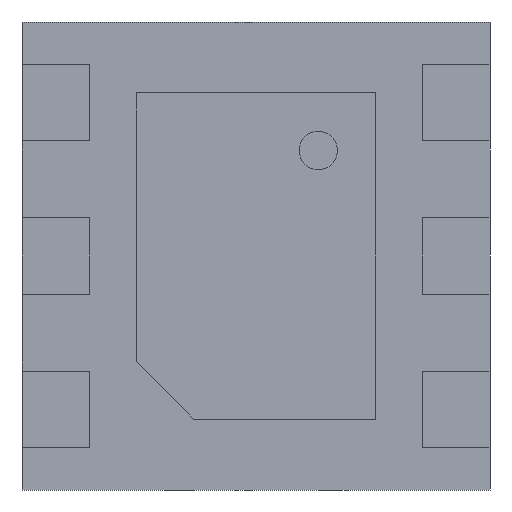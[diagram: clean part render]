
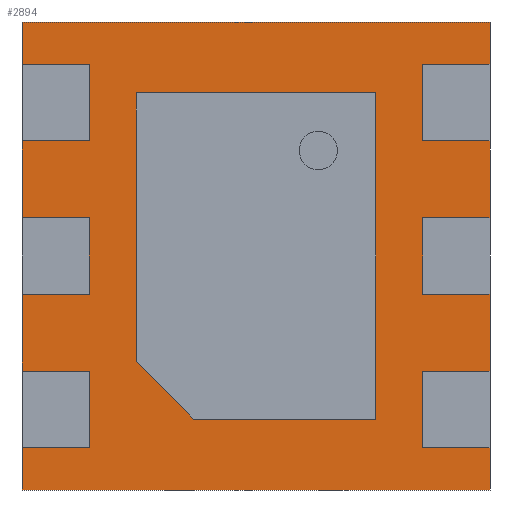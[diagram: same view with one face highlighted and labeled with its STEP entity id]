
A CAD part, front view. The second image highlights one B-rep face of the part: STEP entity #2894.
In plain terms, the highlighted planar face has unit normal (0, -1, 0).
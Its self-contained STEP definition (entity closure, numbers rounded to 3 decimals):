
#17=FACE_BOUND('',#342,.T.);
#172=FACE_OUTER_BOUND('',#341,.T.);
#341=EDGE_LOOP('',(#2273,#2274,#2275,#2276,#2277,#2278,#2279,#2280,#2281,
#2282,#2283,#2284,#2285,#2286,#2287,#2288,#2289,#2290,#2291,#2292,#2293,
#2294,#2295,#2296,#2297,#2298,#2299,#2300));
#342=EDGE_LOOP('',(#2301,#2302,#2303,#2304,#2305));
#577=LINE('',#4298,#956);
#581=LINE('',#4307,#960);
#601=LINE('',#4352,#980);
#605=LINE('',#4361,#984);
#609=LINE('',#4370,#988);
#613=LINE('',#4379,#992);
#628=LINE('',#4414,#1007);
#638=LINE('',#4433,#1017);
#647=LINE('',#4447,#1026);
#650=LINE('',#4453,#1029);
#653=LINE('',#4459,#1032);
#656=LINE('',#4465,#1035);
#658=LINE('',#4468,#1037);
#659=LINE('',#4471,#1038);
#660=LINE('',#4472,#1039);
#661=LINE('',#4474,#1040);
#662=LINE('',#4475,#1041);
#663=LINE('',#4477,#1042);
#664=LINE('',#4479,#1043);
#665=LINE('',#4480,#1044);
#666=LINE('',#4482,#1045);
#667=LINE('',#4484,#1046);
#668=LINE('',#4485,#1047);
#669=LINE('',#4487,#1048);
#670=LINE('',#4488,#1049);
#671=LINE('',#4490,#1050);
#672=LINE('',#4491,#1051);
#673=LINE('',#4493,#1052);
#674=LINE('',#4495,#1053);
#675=LINE('',#4496,#1054);
#676=LINE('',#4498,#1055);
#677=LINE('',#4500,#1056);
#678=LINE('',#4501,#1057);
#956=VECTOR('',#3519,1000.);
#960=VECTOR('',#3525,1000.);
#980=VECTOR('',#3555,1000.);
#984=VECTOR('',#3561,1000.);
#988=VECTOR('',#3567,1000.);
#992=VECTOR('',#3573,1000.);
#1007=VECTOR('',#3596,1000.);
#1017=VECTOR('',#3608,1000.);
#1026=VECTOR('',#3619,1000.);
#1029=VECTOR('',#3624,1000.);
#1032=VECTOR('',#3629,1000.);
#1035=VECTOR('',#3634,1000.);
#1037=VECTOR('',#3638,1000.);
#1038=VECTOR('',#3641,1000.);
#1039=VECTOR('',#3642,1000.);
#1040=VECTOR('',#3643,1000.);
#1041=VECTOR('',#3644,1000.);
#1042=VECTOR('',#3645,1000.);
#1043=VECTOR('',#3646,1000.);
#1044=VECTOR('',#3647,1000.);
#1045=VECTOR('',#3648,1000.);
#1046=VECTOR('',#3649,1000.);
#1047=VECTOR('',#3650,1000.);
#1048=VECTOR('',#3651,1000.);
#1049=VECTOR('',#3652,1000.);
#1050=VECTOR('',#3653,1000.);
#1051=VECTOR('',#3654,1000.);
#1052=VECTOR('',#3655,1000.);
#1053=VECTOR('',#3656,1000.);
#1054=VECTOR('',#3657,1000.);
#1055=VECTOR('',#3658,1000.);
#1056=VECTOR('',#3659,1000.);
#1057=VECTOR('',#3660,1000.);
#1291=VERTEX_POINT('',#4292);
#1293=VERTEX_POINT('',#4296);
#1295=VERTEX_POINT('',#4301);
#1297=VERTEX_POINT('',#4305);
#1315=VERTEX_POINT('',#4346);
#1317=VERTEX_POINT('',#4350);
#1319=VERTEX_POINT('',#4355);
#1321=VERTEX_POINT('',#4359);
#1323=VERTEX_POINT('',#4364);
#1325=VERTEX_POINT('',#4368);
#1327=VERTEX_POINT('',#4373);
#1329=VERTEX_POINT('',#4377);
#1344=VERTEX_POINT('',#4411);
#1345=VERTEX_POINT('',#4413);
#1352=VERTEX_POINT('',#4430);
#1353=VERTEX_POINT('',#4432);
#1355=VERTEX_POINT('',#4441);
#1357=VERTEX_POINT('',#4445);
#1359=VERTEX_POINT('',#4451);
#1361=VERTEX_POINT('',#4457);
#1363=VERTEX_POINT('',#4463);
#1364=VERTEX_POINT('',#4470);
#1365=VERTEX_POINT('',#4473);
#1366=VERTEX_POINT('',#4476);
#1367=VERTEX_POINT('',#4478);
#1368=VERTEX_POINT('',#4481);
#1369=VERTEX_POINT('',#4483);
#1370=VERTEX_POINT('',#4486);
#1371=VERTEX_POINT('',#4489);
#1372=VERTEX_POINT('',#4492);
#1373=VERTEX_POINT('',#4494);
#1374=VERTEX_POINT('',#4497);
#1375=VERTEX_POINT('',#4499);
#1617=EDGE_CURVE('',#1291,#1293,#577,.T.);
#1621=EDGE_CURVE('',#1295,#1297,#581,.T.);
#1641=EDGE_CURVE('',#1315,#1317,#601,.T.);
#1645=EDGE_CURVE('',#1319,#1321,#605,.T.);
#1649=EDGE_CURVE('',#1323,#1325,#609,.T.);
#1653=EDGE_CURVE('',#1327,#1329,#613,.T.);
#1668=EDGE_CURVE('',#1344,#1345,#628,.T.);
#1678=EDGE_CURVE('',#1352,#1353,#638,.T.);
#1687=EDGE_CURVE('',#1355,#1357,#647,.T.);
#1690=EDGE_CURVE('',#1357,#1359,#650,.T.);
#1693=EDGE_CURVE('',#1359,#1361,#653,.T.);
#1696=EDGE_CURVE('',#1361,#1363,#656,.T.);
#1698=EDGE_CURVE('',#1363,#1355,#658,.T.);
#1699=EDGE_CURVE('',#1329,#1364,#659,.T.);
#1700=EDGE_CURVE('',#1345,#1364,#660,.T.);
#1701=EDGE_CURVE('',#1365,#1344,#661,.T.);
#1702=EDGE_CURVE('',#1365,#1315,#662,.T.);
#1703=EDGE_CURVE('',#1317,#1366,#663,.T.);
#1704=EDGE_CURVE('',#1367,#1366,#664,.T.);
#1705=EDGE_CURVE('',#1367,#1295,#665,.T.);
#1706=EDGE_CURVE('',#1297,#1368,#666,.T.);
#1707=EDGE_CURVE('',#1369,#1368,#667,.T.);
#1708=EDGE_CURVE('',#1369,#1291,#668,.T.);
#1709=EDGE_CURVE('',#1293,#1370,#669,.T.);
#1710=EDGE_CURVE('',#1353,#1370,#670,.T.);
#1711=EDGE_CURVE('',#1371,#1352,#671,.T.);
#1712=EDGE_CURVE('',#1371,#1319,#672,.T.);
#1713=EDGE_CURVE('',#1321,#1372,#673,.T.);
#1714=EDGE_CURVE('',#1373,#1372,#674,.T.);
#1715=EDGE_CURVE('',#1373,#1323,#675,.T.);
#1716=EDGE_CURVE('',#1325,#1374,#676,.T.);
#1717=EDGE_CURVE('',#1375,#1374,#677,.T.);
#1718=EDGE_CURVE('',#1375,#1327,#678,.T.);
#2273=ORIENTED_EDGE('',*,*,#1699,.T.);
#2274=ORIENTED_EDGE('',*,*,#1700,.F.);
#2275=ORIENTED_EDGE('',*,*,#1668,.F.);
#2276=ORIENTED_EDGE('',*,*,#1701,.F.);
#2277=ORIENTED_EDGE('',*,*,#1702,.T.);
#2278=ORIENTED_EDGE('',*,*,#1641,.T.);
#2279=ORIENTED_EDGE('',*,*,#1703,.T.);
#2280=ORIENTED_EDGE('',*,*,#1704,.F.);
#2281=ORIENTED_EDGE('',*,*,#1705,.T.);
#2282=ORIENTED_EDGE('',*,*,#1621,.T.);
#2283=ORIENTED_EDGE('',*,*,#1706,.T.);
#2284=ORIENTED_EDGE('',*,*,#1707,.F.);
#2285=ORIENTED_EDGE('',*,*,#1708,.T.);
#2286=ORIENTED_EDGE('',*,*,#1617,.T.);
#2287=ORIENTED_EDGE('',*,*,#1709,.T.);
#2288=ORIENTED_EDGE('',*,*,#1710,.F.);
#2289=ORIENTED_EDGE('',*,*,#1678,.F.);
#2290=ORIENTED_EDGE('',*,*,#1711,.F.);
#2291=ORIENTED_EDGE('',*,*,#1712,.T.);
#2292=ORIENTED_EDGE('',*,*,#1645,.T.);
#2293=ORIENTED_EDGE('',*,*,#1713,.T.);
#2294=ORIENTED_EDGE('',*,*,#1714,.F.);
#2295=ORIENTED_EDGE('',*,*,#1715,.T.);
#2296=ORIENTED_EDGE('',*,*,#1649,.T.);
#2297=ORIENTED_EDGE('',*,*,#1716,.T.);
#2298=ORIENTED_EDGE('',*,*,#1717,.F.);
#2299=ORIENTED_EDGE('',*,*,#1718,.T.);
#2300=ORIENTED_EDGE('',*,*,#1653,.T.);
#2301=ORIENTED_EDGE('',*,*,#1687,.T.);
#2302=ORIENTED_EDGE('',*,*,#1690,.T.);
#2303=ORIENTED_EDGE('',*,*,#1693,.T.);
#2304=ORIENTED_EDGE('',*,*,#1696,.T.);
#2305=ORIENTED_EDGE('',*,*,#1698,.T.);
#2731=PLANE('',#3099);
#2894=ADVANCED_FACE('',(#172,#17),#2731,.F.);
#3099=AXIS2_PLACEMENT_3D('',#4469,#3639,#3640);
#3519=DIRECTION('',(0.,0.,-1.));
#3525=DIRECTION('',(0.,0.,-1.));
#3555=DIRECTION('',(0.,0.,-1.));
#3561=DIRECTION('',(0.,0.,1.));
#3567=DIRECTION('',(0.,0.,1.));
#3573=DIRECTION('',(0.,0.,1.));
#3596=DIRECTION('',(1.,0.,0.));
#3608=DIRECTION('',(-1.,0.,0.));
#3619=DIRECTION('',(-1.,0.,0.));
#3624=DIRECTION('',(-0.707,0.,0.707));
#3629=DIRECTION('',(0.,0.,1.));
#3634=DIRECTION('',(1.,0.,0.));
#3638=DIRECTION('',(0.,0.,-1.));
#3639=DIRECTION('center_axis',(0.,1.,0.));
#3640=DIRECTION('ref_axis',(0.,0.,1.));
#3641=DIRECTION('',(1.,0.,0.));
#3642=DIRECTION('',(0.,0.,-1.));
#3643=DIRECTION('',(0.,0.,1.));
#3644=DIRECTION('',(1.,0.,0.));
#3645=DIRECTION('',(-1.,0.,0.));
#3646=DIRECTION('',(0.,0.,1.));
#3647=DIRECTION('',(1.,0.,0.));
#3648=DIRECTION('',(-1.,0.,0.));
#3649=DIRECTION('',(0.,0.,1.));
#3650=DIRECTION('',(1.,0.,0.));
#3651=DIRECTION('',(-1.,0.,0.));
#3652=DIRECTION('',(0.,0.,1.));
#3653=DIRECTION('',(0.,0.,-1.));
#3654=DIRECTION('',(-1.,0.,0.));
#3655=DIRECTION('',(1.,0.,0.));
#3656=DIRECTION('',(0.,0.,-1.));
#3657=DIRECTION('',(-1.,0.,0.));
#3658=DIRECTION('',(1.,0.,0.));
#3659=DIRECTION('',(0.,0.,-1.));
#3660=DIRECTION('',(-1.,0.,0.));
#4292=CARTESIAN_POINT('',(-0.87,0.,-0.6));
#4296=CARTESIAN_POINT('',(-0.87,0.,-1.));
#4298=CARTESIAN_POINT('',(-0.87,0.,-1.));
#4301=CARTESIAN_POINT('',(-0.87,0.,0.2));
#4305=CARTESIAN_POINT('',(-0.87,0.,-0.2));
#4307=CARTESIAN_POINT('',(-0.87,0.,-0.2));
#4346=CARTESIAN_POINT('',(-0.87,0.,1.));
#4350=CARTESIAN_POINT('',(-0.87,0.,0.6));
#4352=CARTESIAN_POINT('',(-0.87,0.,0.6));
#4355=CARTESIAN_POINT('',(0.87,0.,-1.));
#4359=CARTESIAN_POINT('',(0.87,0.,-0.6));
#4361=CARTESIAN_POINT('',(0.87,0.,-1.));
#4364=CARTESIAN_POINT('',(0.87,0.,-0.2));
#4368=CARTESIAN_POINT('',(0.87,0.,0.2));
#4370=CARTESIAN_POINT('',(0.87,0.,-0.2));
#4373=CARTESIAN_POINT('',(0.87,0.,0.6));
#4377=CARTESIAN_POINT('',(0.87,0.,1.));
#4379=CARTESIAN_POINT('',(0.87,0.,0.6));
#4411=CARTESIAN_POINT('',(-1.22,0.,1.22));
#4413=CARTESIAN_POINT('',(1.22,0.,1.22));
#4414=CARTESIAN_POINT('',(-1.22,0.,1.22));
#4430=CARTESIAN_POINT('',(1.22,0.,-1.22));
#4432=CARTESIAN_POINT('',(-1.22,0.,-1.22));
#4433=CARTESIAN_POINT('',(-1.22,0.,-1.22));
#4441=CARTESIAN_POINT('',(0.625,0.,-0.85));
#4445=CARTESIAN_POINT('',(-0.325,0.,-0.85));
#4447=CARTESIAN_POINT('',(-0.325,0.,-0.85));
#4451=CARTESIAN_POINT('',(-0.625,0.,-0.55));
#4453=CARTESIAN_POINT('',(-0.625,0.,-0.55));
#4457=CARTESIAN_POINT('',(-0.625,0.,0.85));
#4459=CARTESIAN_POINT('',(-0.625,0.,-0.55));
#4463=CARTESIAN_POINT('',(0.625,0.,0.85));
#4465=CARTESIAN_POINT('',(-0.625,0.,0.85));
#4468=CARTESIAN_POINT('',(0.625,0.,-0.85));
#4469=CARTESIAN_POINT('Origin',(0.,0.,0.));
#4470=CARTESIAN_POINT('',(1.22,0.,1.));
#4471=CARTESIAN_POINT('',(0.87,0.,1.));
#4472=CARTESIAN_POINT('',(1.22,0.,-1.22));
#4473=CARTESIAN_POINT('',(-1.22,0.,1.));
#4474=CARTESIAN_POINT('',(-1.22,0.,-1.22));
#4475=CARTESIAN_POINT('',(-1.22,0.,1.));
#4476=CARTESIAN_POINT('',(-1.22,0.,0.6));
#4477=CARTESIAN_POINT('',(-1.22,0.,0.6));
#4478=CARTESIAN_POINT('',(-1.22,0.,0.2));
#4479=CARTESIAN_POINT('',(-1.22,0.,-1.22));
#4480=CARTESIAN_POINT('',(-1.22,0.,0.2));
#4481=CARTESIAN_POINT('',(-1.22,0.,-0.2));
#4482=CARTESIAN_POINT('',(-1.22,0.,-0.2));
#4483=CARTESIAN_POINT('',(-1.22,0.,-0.6));
#4484=CARTESIAN_POINT('',(-1.22,0.,-1.22));
#4485=CARTESIAN_POINT('',(-1.22,0.,-0.6));
#4486=CARTESIAN_POINT('',(-1.22,0.,-1.));
#4487=CARTESIAN_POINT('',(-1.22,0.,-1.));
#4488=CARTESIAN_POINT('',(-1.22,0.,-1.22));
#4489=CARTESIAN_POINT('',(1.22,0.,-1.));
#4490=CARTESIAN_POINT('',(1.22,0.,-1.22));
#4491=CARTESIAN_POINT('',(1.22,0.,-1.));
#4492=CARTESIAN_POINT('',(1.22,0.,-0.6));
#4493=CARTESIAN_POINT('',(1.22,0.,-0.6));
#4494=CARTESIAN_POINT('',(1.22,0.,-0.2));
#4495=CARTESIAN_POINT('',(1.22,0.,-1.22));
#4496=CARTESIAN_POINT('',(0.87,0.,-0.2));
#4497=CARTESIAN_POINT('',(1.22,0.,0.2));
#4498=CARTESIAN_POINT('',(0.87,0.,0.2));
#4499=CARTESIAN_POINT('',(1.22,0.,0.6));
#4500=CARTESIAN_POINT('',(1.22,0.,-1.22));
#4501=CARTESIAN_POINT('',(0.87,0.,0.6));
